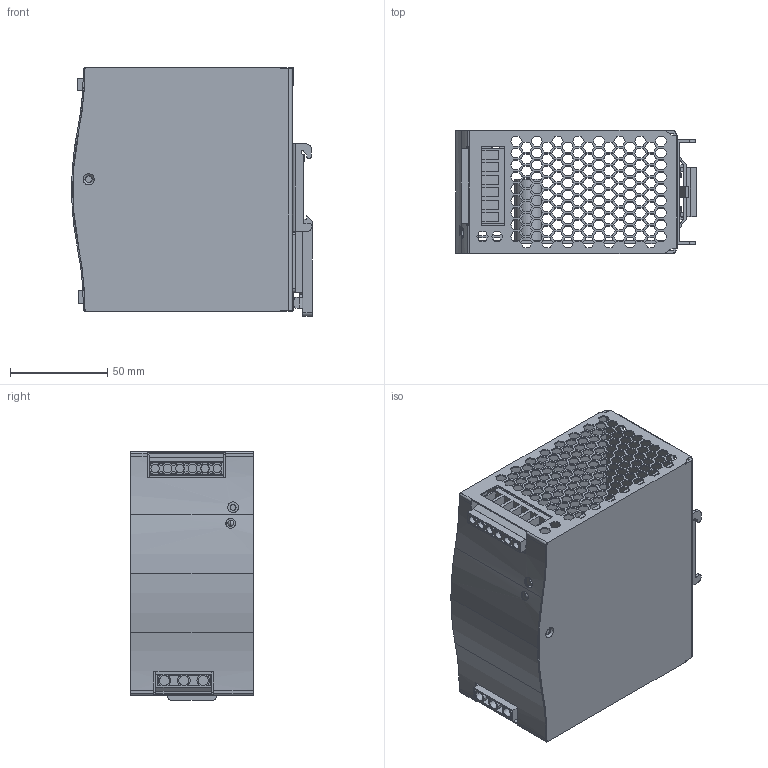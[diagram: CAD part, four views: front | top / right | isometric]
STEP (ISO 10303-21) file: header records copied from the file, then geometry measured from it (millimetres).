
FILE_DESCRIPTION(('OneSpaceDesigner STEP Export'),'2;1');
FILE_NAME('SDR-240.stp','2010-06-10T13:59:28',(''),(''),'OneSpace Designer STEP processor for AP214 (Solid Model)','OneSpace Designer 13.20 11-May-2005 (C) CoCreate Software GmbH','');
FILE_SCHEMA(('AUTOMOTIVE_DESIGN { 1 0 10303 214 1 1 1 1 }'));
Length unit declared in the file: millimetre
Products named in the file (6): ¤W»\; ±¾®y; ºÝ¤l2; PCB1; ºÝ¤l; SDR-240
Assembly tree (5 placements, depth 2):
  SDR-240
    ºÝ¤l
    PCB1
    ºÝ¤l2
    ±¾®y
    ¤W»\
Bounding box: 123.75 x 63 x 127.81 mm (x, y, z)
Volume: 130939.9 mm3; surface area: 161830.6 mm2
Topology: 4 solids, 4 shells, 2420 faces, 7091 edges, 4703 vertices
Faces by surface type: plane 2168, cylinder 228, cone 14, bspline 8, torus 2
Entity records: 76322 total; most frequent: CARTESIAN_POINT 15576, ORIENTED_EDGE 14182, DIRECTION 9758, EDGE_CURVE 7091, VECTOR 6394, LINE 6394, VERTEX_POINT 4703, EDGE_LOOP 3088
